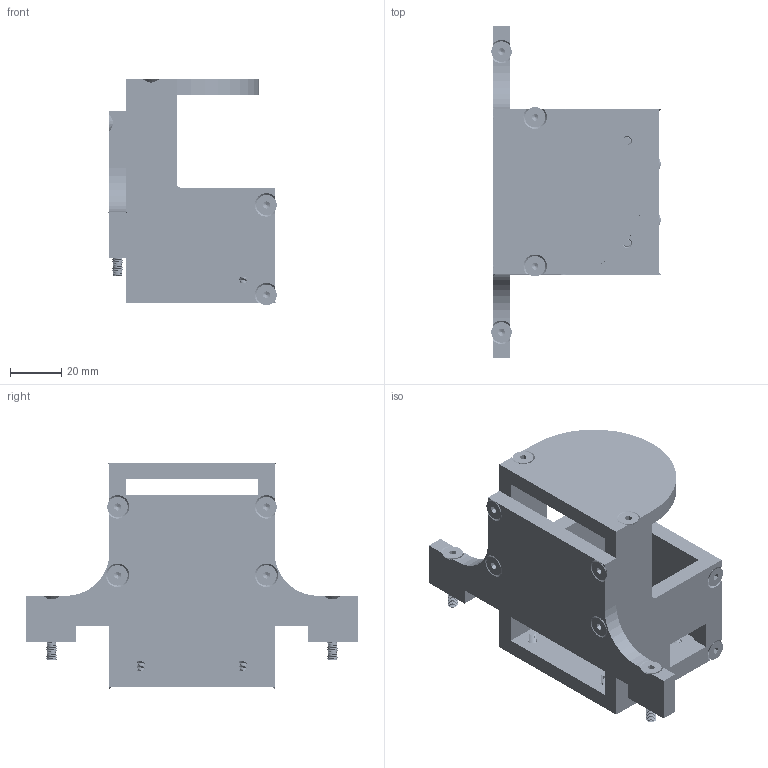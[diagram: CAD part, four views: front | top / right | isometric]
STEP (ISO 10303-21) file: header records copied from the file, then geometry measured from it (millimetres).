
FILE_DESCRIPTION(/* description */ (''),/* implementation_level */ '2;1');
FILE_NAME(/* name */ 'Case.stp',/* time_stamp */ '2020-09-25T20:04:26-05:00',/* author */ (''),/* organization */ (''),/* preprocessor_version */ 'ST-DEVELOPER v16',/* originating_system */ 'SIEMENS PLM Software NX 10.0',/* authorisation */ '');
FILE_SCHEMA (('CONFIG_CONTROL_DESIGN'));
Length unit declared in the file: millimetre
Products named in the file (10): Tornillo Plana M4x25; Tornillo Plana M3x12; Tornillo Plana M4x12; Hokuyo Top; Hokuyo Front; Hokuyo Bottom; Hokuyo Back; Hokuyo Right; Hokuyo Left; Case Hokuyo
Assembly tree (24 placements, depth 2):
  Case Hokuyo
    Hokuyo Left
    Hokuyo Right
    Hokuyo Back
    Hokuyo Bottom
    Hokuyo Front
    Hokuyo Top
    Tornillo Plana M4x12  x12
    Tornillo Plana M3x12  x4
    Tornillo Plana M4x25  x2
Bounding box: 66.35 x 130 x 88.53 mm (x, y, z)
Volume: 119254.9 mm3; surface area: 55591.1 mm2
Topology: 28 solids, 28 shells, 550 faces, 1239 edges, 733 vertices
Faces by surface type: plane 351, cone 92, cylinder 71, bspline 36
Full cylindrical faces by diameter (mm): 3.2 x4, 3.3 x12, 4.3 x14
Entity records: 23441 total; most frequent: CARTESIAN_POINT 17405, DIRECTION 960, ORIENTED_EDGE 784, EDGE_CURVE 392, AXIS2_PLACEMENT_3D 384, EDGE_LOOP 332, VERTEX_POINT 298, FACE_BOUND 251
